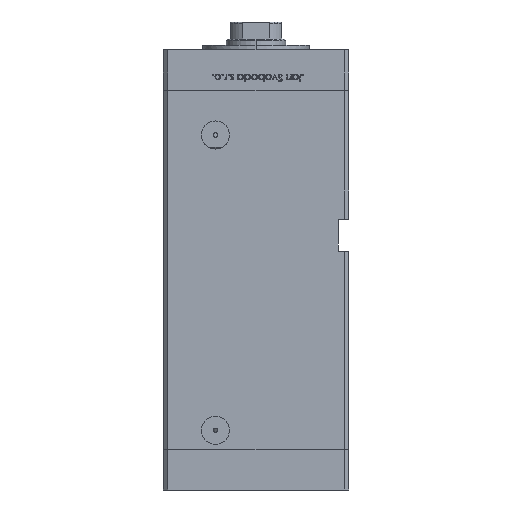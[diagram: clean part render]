
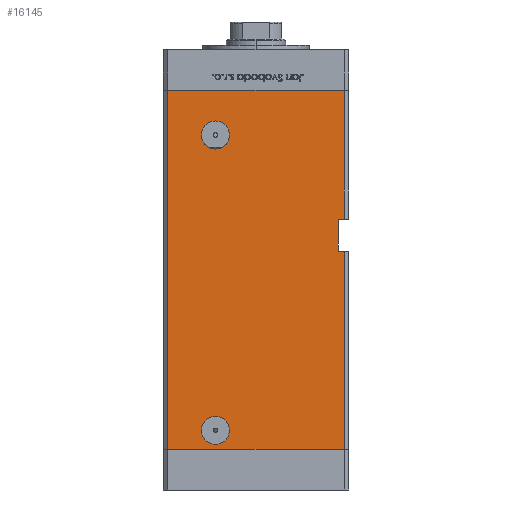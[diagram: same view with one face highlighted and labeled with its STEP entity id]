
A CAD part, left-side view. The second image highlights one B-rep face of the part: STEP entity #16145.
In plain terms, the highlighted planar face has unit normal (-1, 0, 0).
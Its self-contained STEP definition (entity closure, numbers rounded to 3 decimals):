
#115 = LINE ( 'NONE', #32954, #24691 ) ;
#821 = ORIENTED_EDGE ( 'NONE', *, *, #43928, .F. ) ;
#1022 = PLANE ( 'NONE',  #49335 ) ;
#1469 = VERTEX_POINT ( 'NONE', #12699 ) ;
#2451 = CARTESIAN_POINT ( 'NONE',  ( -50., 19., 147.5 ) ) ;
#2646 = VERTEX_POINT ( 'NONE', #36576 ) ;
#2823 = CARTESIAN_POINT ( 'NONE',  ( -50., -41.5, 108. ) ) ;
#3014 = DIRECTION ( 'NONE',  ( 0., -1., 0. ) ) ;
#3344 = CARTESIAN_POINT ( 'NONE',  ( -50., 19., 147.5 ) ) ;
#3686 = CARTESIAN_POINT ( 'NONE',  ( -50., -38.5, 108. ) ) ;
#3982 = DIRECTION ( 'NONE',  ( 1., 0., 0. ) ) ;
#4519 = CARTESIAN_POINT ( 'NONE',  ( -50., 12.42, 9. ) ) ;
#5766 = EDGE_LOOP ( 'NONE', ( #21226, #6019, #49192, #29546, #6703, #47787, #8832, #37249 ) ) ;
#6019 = ORIENTED_EDGE ( 'NONE', *, *, #35885, .F. ) ;
#6703 = ORIENTED_EDGE ( 'NONE', *, *, #31947, .F. ) ;
#7429 = LINE ( 'NONE', #39456, #44649 ) ;
#7962 = VERTEX_POINT ( 'NONE', #2823 ) ;
#8293 = FACE_BOUND ( 'NONE', #35748, .T. ) ;
#8356 = ORIENTED_EDGE ( 'NONE', *, *, #44944, .F. ) ;
#8832 = ORIENTED_EDGE ( 'NONE', *, *, #26568, .T. ) ;
#8983 = AXIS2_PLACEMENT_3D ( 'NONE', #2451, #51695, #10793 ) ;
#9091 = CARTESIAN_POINT ( 'NONE',  ( -50., -41.5, 0. ) ) ;
#10442 = CIRCLE ( 'NONE', #17339, 6.58 ) ;
#10793 = DIRECTION ( 'NONE',  ( 0., -1., 0. ) ) ;
#11375 = DIRECTION ( 'NONE',  ( -1., 0., 0. ) ) ;
#11499 = EDGE_CURVE ( 'NONE', #35722, #7962, #7429, .T. ) ;
#12135 = EDGE_CURVE ( 'NONE', #37898, #23955, #40330, .T. ) ;
#12316 = CIRCLE ( 'NONE', #8983, 6.58 ) ;
#12348 = DIRECTION ( 'NONE',  ( 0., 1., 0. ) ) ;
#12518 = DIRECTION ( 'NONE',  ( 0., 0., -1. ) ) ;
#12699 = CARTESIAN_POINT ( 'NONE',  ( -50., -41.5, 168.5 ) ) ;
#13229 = LINE ( 'NONE', #20499, #48868 ) ;
#14353 = EDGE_CURVE ( 'NONE', #31968, #35310, #12316, .T. ) ;
#15169 = VERTEX_POINT ( 'NONE', #17238 ) ;
#16145 = ADVANCED_FACE ( 'NONE', ( #29017, #8293, #45419 ), #1022, .F. ) ;
#16335 = CARTESIAN_POINT ( 'NONE',  ( -50., 41.5, 0. ) ) ;
#17238 = CARTESIAN_POINT ( 'NONE',  ( -50., 25.58, 9. ) ) ;
#17339 = AXIS2_PLACEMENT_3D ( 'NONE', #3344, #19771, #32141 ) ;
#18650 = DIRECTION ( 'NONE',  ( 0., -1., 0. ) ) ;
#19032 = CARTESIAN_POINT ( 'NONE',  ( -50., -38.5, 108. ) ) ;
#19073 = CIRCLE ( 'NONE', #24215, 6.58 ) ;
#19180 = CARTESIAN_POINT ( 'NONE',  ( -50., 41.5, 168.5 ) ) ;
#19771 = DIRECTION ( 'NONE',  ( -1., 0., 0. ) ) ;
#20452 = VERTEX_POINT ( 'NONE', #4519 ) ;
#20499 = CARTESIAN_POINT ( 'NONE',  ( -50., -41.5, 168.5 ) ) ;
#20777 = DIRECTION ( 'NONE',  ( 0., -1., 0. ) ) ;
#21226 = ORIENTED_EDGE ( 'NONE', *, *, #30024, .F. ) ;
#23121 = DIRECTION ( 'NONE',  ( 0., -1., 0. ) ) ;
#23204 = LINE ( 'NONE', #19180, #28455 ) ;
#23955 = VERTEX_POINT ( 'NONE', #9091 ) ;
#24195 = VECTOR ( 'NONE', #23121, 1000. ) ;
#24215 = AXIS2_PLACEMENT_3D ( 'NONE', #32624, #11375, #3014 ) ;
#24691 = VECTOR ( 'NONE', #12518, 1000. ) ;
#26568 = EDGE_CURVE ( 'NONE', #2646, #37898, #115, .T. ) ;
#27674 = CIRCLE ( 'NONE', #37134, 6.58 ) ;
#28046 = CARTESIAN_POINT ( 'NONE',  ( -50., -38.5, 93. ) ) ;
#28455 = VECTOR ( 'NONE', #18650, 1000. ) ;
#29017 = FACE_OUTER_BOUND ( 'NONE', #5766, .T. ) ;
#29546 = ORIENTED_EDGE ( 'NONE', *, *, #11499, .T. ) ;
#30024 = EDGE_CURVE ( 'NONE', #35695, #23955, #13229, .T. ) ;
#31455 = CARTESIAN_POINT ( 'NONE',  ( -50., 25.58, 147.5 ) ) ;
#31665 = CARTESIAN_POINT ( 'NONE',  ( -50., -41.5, 93. ) ) ;
#31947 = EDGE_CURVE ( 'NONE', #1469, #7962, #40306, .T. ) ;
#31968 = VERTEX_POINT ( 'NONE', #39499 ) ;
#32141 = DIRECTION ( 'NONE',  ( 0., -1., 0. ) ) ;
#32236 = EDGE_LOOP ( 'NONE', ( #52016, #45679 ) ) ;
#32478 = DIRECTION ( 'NONE',  ( 0., 0., -1. ) ) ;
#32624 = CARTESIAN_POINT ( 'NONE',  ( -50., 19., 9. ) ) ;
#32954 = CARTESIAN_POINT ( 'NONE',  ( -50., 41.5, 168.5 ) ) ;
#33586 = CARTESIAN_POINT ( 'NONE',  ( -50., 41.5, 168.5 ) ) ;
#33764 = VECTOR ( 'NONE', #32478, 1000. ) ;
#35160 = DIRECTION ( 'NONE',  ( 0., -1., 0. ) ) ;
#35310 = VERTEX_POINT ( 'NONE', #31455 ) ;
#35695 = VERTEX_POINT ( 'NONE', #31665 ) ;
#35722 = VERTEX_POINT ( 'NONE', #19032 ) ;
#35748 = EDGE_LOOP ( 'NONE', ( #8356, #821 ) ) ;
#35885 = EDGE_CURVE ( 'NONE', #47076, #35695, #44447, .T. ) ;
#35975 = LINE ( 'NONE', #3686, #33764 ) ;
#36235 = DIRECTION ( 'NONE',  ( 0., -1., 0. ) ) ;
#36576 = CARTESIAN_POINT ( 'NONE',  ( -50., 41.5, 168.5 ) ) ;
#37134 = AXIS2_PLACEMENT_3D ( 'NONE', #44303, #40547, #36235 ) ;
#37249 = ORIENTED_EDGE ( 'NONE', *, *, #12135, .T. ) ;
#37898 = VERTEX_POINT ( 'NONE', #16335 ) ;
#39316 = VECTOR ( 'NONE', #47580, 1000. ) ;
#39456 = CARTESIAN_POINT ( 'NONE',  ( -50., -38.5, 108. ) ) ;
#39499 = CARTESIAN_POINT ( 'NONE',  ( -50., 12.42, 147.5 ) ) ;
#39791 = CARTESIAN_POINT ( 'NONE',  ( -50., 41.5, 0. ) ) ;
#40306 = LINE ( 'NONE', #47837, #39316 ) ;
#40330 = LINE ( 'NONE', #39791, #24195 ) ;
#40403 = EDGE_CURVE ( 'NONE', #2646, #1469, #23204, .T. ) ;
#40547 = DIRECTION ( 'NONE',  ( -1., 0., 0. ) ) ;
#43928 = EDGE_CURVE ( 'NONE', #15169, #20452, #19073, .T. ) ;
#44303 = CARTESIAN_POINT ( 'NONE',  ( -50., 19., 9. ) ) ;
#44447 = LINE ( 'NONE', #28046, #46322 ) ;
#44649 = VECTOR ( 'NONE', #35160, 1000. ) ;
#44944 = EDGE_CURVE ( 'NONE', #20452, #15169, #27674, .T. ) ;
#45419 = FACE_BOUND ( 'NONE', #32236, .T. ) ;
#45507 = DIRECTION ( 'NONE',  ( 0., 0., -1. ) ) ;
#45679 = ORIENTED_EDGE ( 'NONE', *, *, #50083, .F. ) ;
#45767 = EDGE_CURVE ( 'NONE', #35722, #47076, #35975, .T. ) ;
#46322 = VECTOR ( 'NONE', #20777, 1000. ) ;
#46399 = CARTESIAN_POINT ( 'NONE',  ( -50., -38.5, 93. ) ) ;
#47076 = VERTEX_POINT ( 'NONE', #46399 ) ;
#47580 = DIRECTION ( 'NONE',  ( 0., 0., -1. ) ) ;
#47787 = ORIENTED_EDGE ( 'NONE', *, *, #40403, .F. ) ;
#47837 = CARTESIAN_POINT ( 'NONE',  ( -50., -41.5, 168.5 ) ) ;
#48868 = VECTOR ( 'NONE', #45507, 1000. ) ;
#49192 = ORIENTED_EDGE ( 'NONE', *, *, #45767, .F. ) ;
#49335 = AXIS2_PLACEMENT_3D ( 'NONE', #33586, #3982, #12348 ) ;
#50083 = EDGE_CURVE ( 'NONE', #35310, #31968, #10442, .T. ) ;
#51695 = DIRECTION ( 'NONE',  ( -1., 0., 0. ) ) ;
#52016 = ORIENTED_EDGE ( 'NONE', *, *, #14353, .F. ) ;
